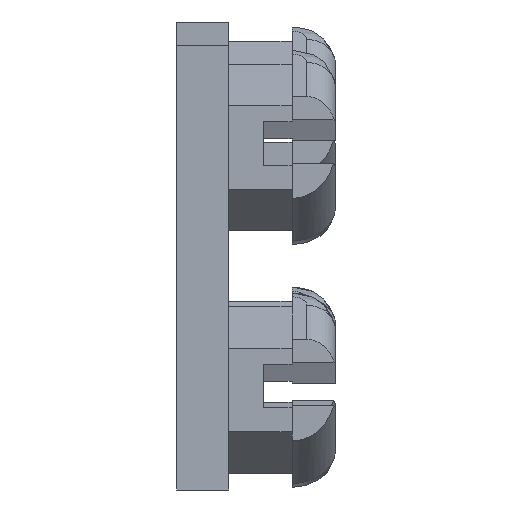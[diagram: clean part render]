
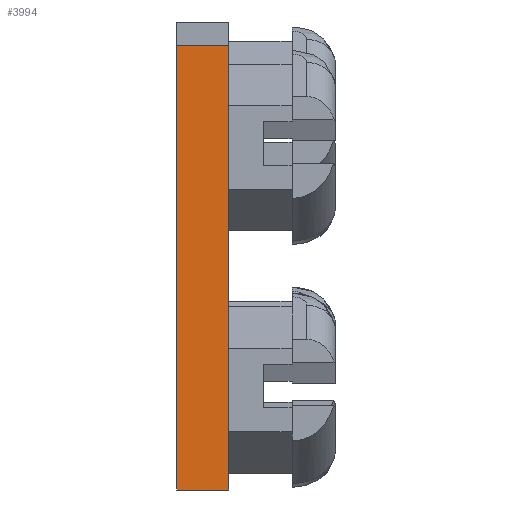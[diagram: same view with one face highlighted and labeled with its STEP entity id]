
A CAD part, left-side view. The second image highlights one B-rep face of the part: STEP entity #3994.
In plain terms, the highlighted planar face has unit normal (-1, 0, 0).
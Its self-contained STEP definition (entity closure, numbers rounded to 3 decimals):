
#264=FACE_OUTER_BOUND('',#482,.T.);
#482=EDGE_LOOP('',(#2853,#2854,#2855,#2856));
#659=LINE('',#5622,#1127);
#769=LINE('',#6028,#1237);
#770=LINE('',#6030,#1238);
#771=LINE('',#6031,#1239);
#1127=VECTOR('',#4516,10.);
#1237=VECTOR('',#4776,10.);
#1238=VECTOR('',#4777,10.);
#1239=VECTOR('',#4778,10.);
#1595=VERTEX_POINT('',#5619);
#1596=VERTEX_POINT('',#5621);
#1689=VERTEX_POINT('',#6027);
#1690=VERTEX_POINT('',#6029);
#1987=EDGE_CURVE('',#1596,#1595,#659,.T.);
#2129=EDGE_CURVE('',#1689,#1595,#769,.T.);
#2130=EDGE_CURVE('',#1690,#1689,#770,.T.);
#2131=EDGE_CURVE('',#1690,#1596,#771,.T.);
#2853=ORIENTED_EDGE('',*,*,#2129,.F.);
#2854=ORIENTED_EDGE('',*,*,#2130,.F.);
#2855=ORIENTED_EDGE('',*,*,#2131,.T.);
#2856=ORIENTED_EDGE('',*,*,#1987,.T.);
#3812=PLANE('',#4265);
#3994=ADVANCED_FACE('',(#264),#3812,.T.);
#4265=AXIS2_PLACEMENT_3D('',#6026,#4774,#4775);
#4516=DIRECTION('',(0.,-1.,0.));
#4774=DIRECTION('center_axis',(-1.,0.,0.));
#4775=DIRECTION('ref_axis',(0.,0.,-1.));
#4776=DIRECTION('',(0.,0.,-1.));
#4777=DIRECTION('',(0.,-1.,0.));
#4778=DIRECTION('',(0.,0.,-1.));
#5619=CARTESIAN_POINT('',(-7.998,-0.001,17.003));
#5621=CARTESIAN_POINT('',(-7.998,1.799,17.003));
#5622=CARTESIAN_POINT('',(-7.998,1.799,17.003));
#6026=CARTESIAN_POINT('Origin',(-7.998,1.799,32.403));
#6027=CARTESIAN_POINT('',(-7.998,-0.001,32.403));
#6028=CARTESIAN_POINT('',(-7.998,-0.001,33.203));
#6029=CARTESIAN_POINT('',(-7.998,1.799,32.403));
#6030=CARTESIAN_POINT('',(-7.998,1.799,32.403));
#6031=CARTESIAN_POINT('',(-7.998,1.799,32.403));
